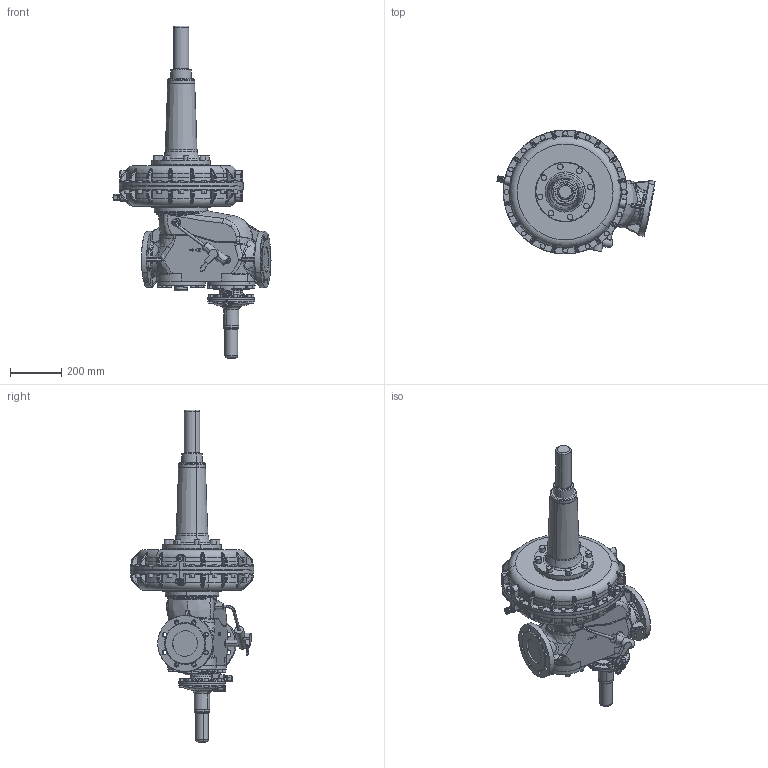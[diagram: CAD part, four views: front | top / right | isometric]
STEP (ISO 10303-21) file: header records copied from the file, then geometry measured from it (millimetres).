
FILE_DESCRIPTION(('CATIA V5 STEP Exchange'),'2;1');
FILE_NAME('RS 255 DN 100-485-HDS-links.stp','2016-11-29T14:01:29+00:00',('none'),('none'),'CATIA Version 5 Release 19 SP 9 (IN-10)','CATIA V5 STEP AP203','none');
FILE_SCHEMA(('CONFIG_CONTROL_DESIGN'));
Products named in the file (1): Product1
Assembly tree (2 placements, depth 2):
  Product1
    #58
    #172956
Bounding box: 619.17 x 484.88 x 1301 mm (x, y, z)
Volume: 53204960.9 mm3; surface area: 1612425.7 mm2
Topology: 2 solids, 27 shells, 3503 faces, 8794 edges, 5270 vertices
Faces by surface type: plane 1007, cylinder 947, bspline 778, torus 567, cone 166, sphere 36, revolution 2
Entity records: 173848 total; most frequent: CARTESIAN_POINT 102556, ORIENTED_EDGE 17170, DIRECTION 9964, EDGE_CURVE 8585, VERTEX_POINT 5269, AXIS2_PLACEMENT_3D 4618, EDGE_LOOP 3672, ADVANCED_FACE 3502
